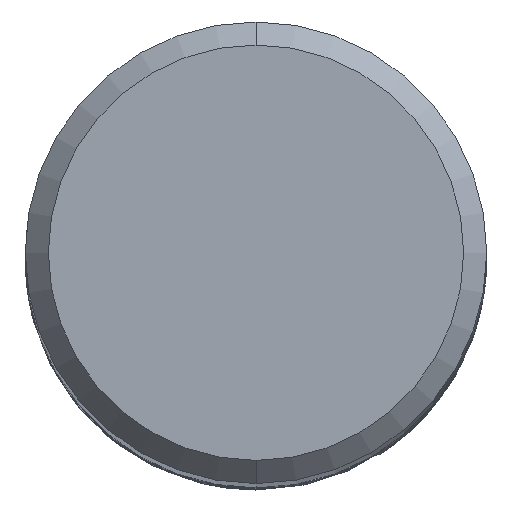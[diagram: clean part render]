
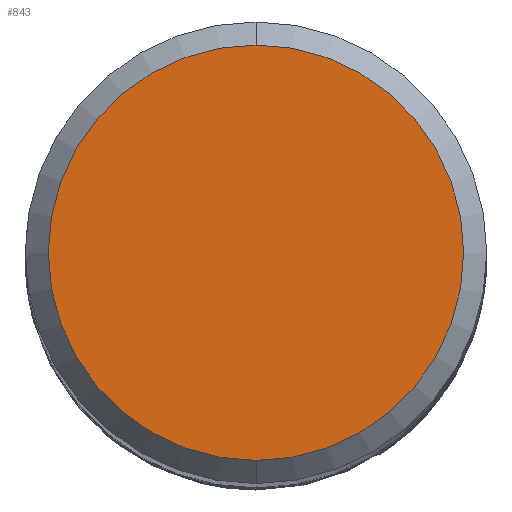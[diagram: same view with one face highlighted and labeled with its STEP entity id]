
A CAD part, top view. The second image highlights one B-rep face of the part: STEP entity #843.
In plain terms, the highlighted planar face has unit normal (0, 0, 1).
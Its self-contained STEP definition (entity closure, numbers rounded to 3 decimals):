
#709=EDGE_CURVE('',#1239,#871,#1711,.T.);
#843=ADVANCED_FACE('',(#1856),#1857,.T.);
#871=VERTEX_POINT('',#1886);
#1099=EDGE_CURVE('',#871,#1239,#2135,.T.);
#1239=VERTEX_POINT('',#2287);
#1711=CIRCLE('',#4790,3.6);
#1856=FACE_OUTER_BOUND('',#6682,.T.);
#1857=PLANE('',#6683);
#1886=CARTESIAN_POINT('',(0.0,3.6,0.0));
#2135=CIRCLE('',#9721,3.6);
#2287=CARTESIAN_POINT('',(0.,-3.6,0.0));
#4790=AXIS2_PLACEMENT_3D('',#16908,#16909,#16910);
#6682=EDGE_LOOP('',(#17034,#17035));
#6683=AXIS2_PLACEMENT_3D('',#17036,#17037,#17038);
#9721=AXIS2_PLACEMENT_3D('',#17321,#17322,#17323);
#16908=CARTESIAN_POINT('',(0.0,0.0,0.0));
#16909=DIRECTION('',(0.0,0.0,-1.0));
#16910=DIRECTION('',(0.0,1.0,0.0));
#17034=ORIENTED_EDGE('',*,*,#1099,.F.);
#17035=ORIENTED_EDGE('',*,*,#709,.F.);
#17036=CARTESIAN_POINT('',(0.0,1.8,0.0));
#17037=DIRECTION('',(-0.0,0.0,1.0));
#17038=DIRECTION('',(0.0,-1.0,0.0));
#17321=CARTESIAN_POINT('',(0.0,0.0,0.0));
#17322=DIRECTION('',(0.0,0.0,-1.0));
#17323=DIRECTION('',(0.0,1.0,0.0));
